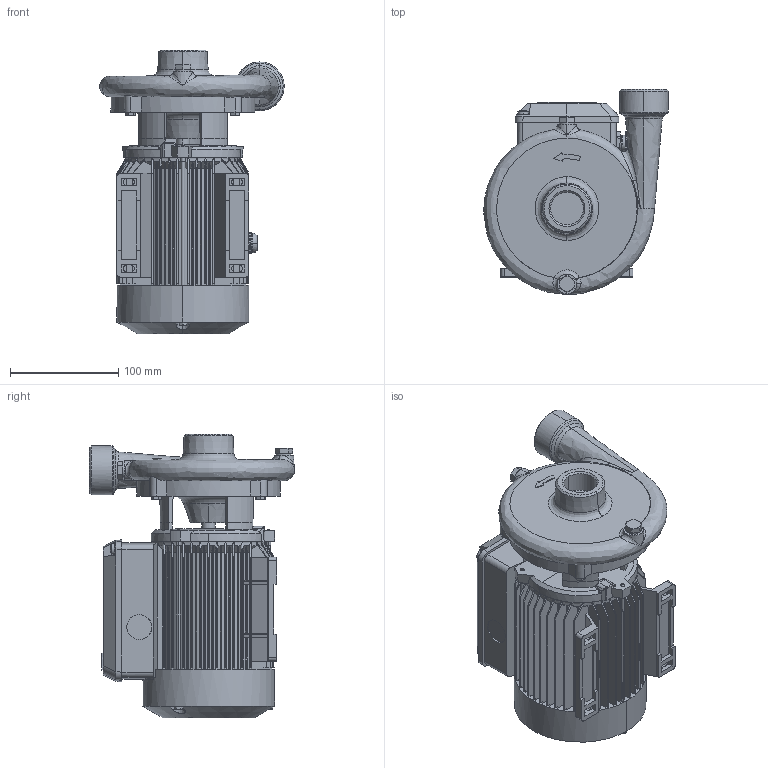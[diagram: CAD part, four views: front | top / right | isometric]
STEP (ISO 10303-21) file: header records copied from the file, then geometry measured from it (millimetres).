
FILE_DESCRIPTION (( 'STEP AP214' ), '1' );
FILE_NAME ('4_93_476_04_REV01.step', '2022-02-03T09:52:14', ( '' ), ( '' ), 'SwSTEP 2.0', 'SolidWorks 2020', '' );
FILE_SCHEMA (( 'AUTOMOTIVE_DESIGN' ));
Length unit declared in the file: millimetre
Products named in the file (1): 4_93_476_04_REV01
Bounding box: 170.3 x 189.47 x 262.35 mm (x, y, z)
Volume: 2847409.4 mm3; surface area: 363743.5 mm2
Topology: 4 solids, 7 shells, 2449 faces, 6902 edges, 4553 vertices
Faces by surface type: plane 1814, cylinder 364, cone 155, bspline 108, torus 4, sphere 4
Entity records: 113458 total; most frequent: CARTESIAN_POINT 51192, ORIENTED_EDGE 13790, DIRECTION 11582, EDGE_CURVE 6895, VECTOR 5322, LINE 5322, VERTEX_POINT 4553, AXIS2_PLACEMENT_3D 3130
